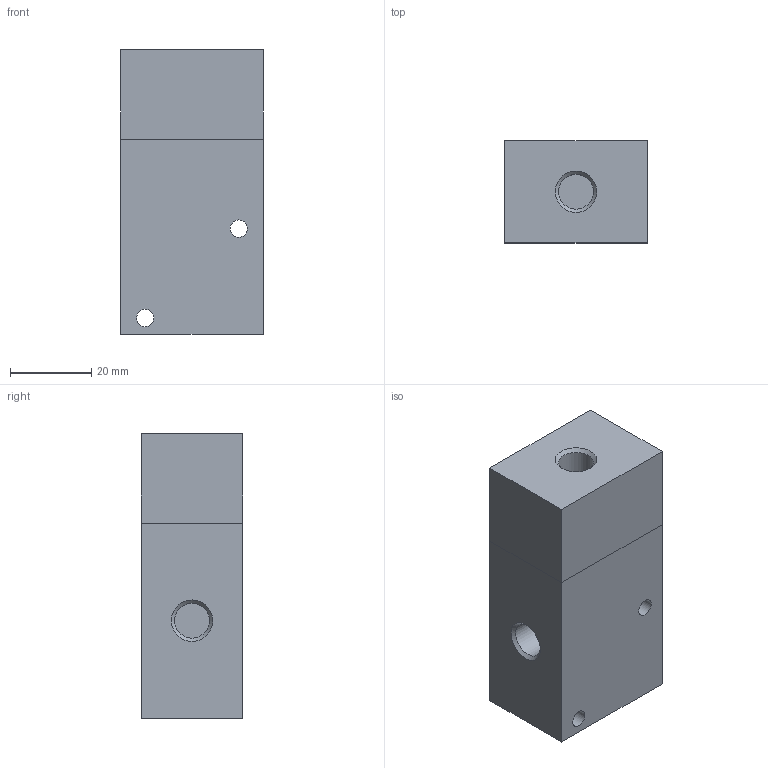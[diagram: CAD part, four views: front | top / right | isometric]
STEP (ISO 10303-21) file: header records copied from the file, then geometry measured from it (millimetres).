
FILE_DESCRIPTION((''),'2;1');
FILE_NAME('778_32_11_1#.stp','2008-02-25T14:16:59',('rivolro1'),(''),'Autodesk Inventor 2008','Autodesk Inventor 2008','');
FILE_SCHEMA(('AUTOMOTIVE_DESIGN { 1 0 10303 214 1 1 1 1 }'));
Length unit declared in the file: millimetre
Products named in the file (1): 778_32_11_1#
Bounding box: 35 x 25 x 70 mm (x, y, z)
Volume: 58542.8 mm3; surface area: 11627.5 mm2
Topology: 1 solids, 1 shells, 25 faces, 50 edges, 32 vertices
Faces by surface type: bspline 12, plane 11, cylinder 2
Full cylindrical faces by diameter (mm): 4.25 x2
Entity records: 753 total; most frequent: CARTESIAN_POINT 246, DIRECTION 84, ORIENTED_EDGE 80, EDGE_LOOP 44, EDGE_CURVE 40, VERTEX_POINT 32, AXIS2_PLACEMENT_3D 30, FACE_OUTER_BOUND 25
